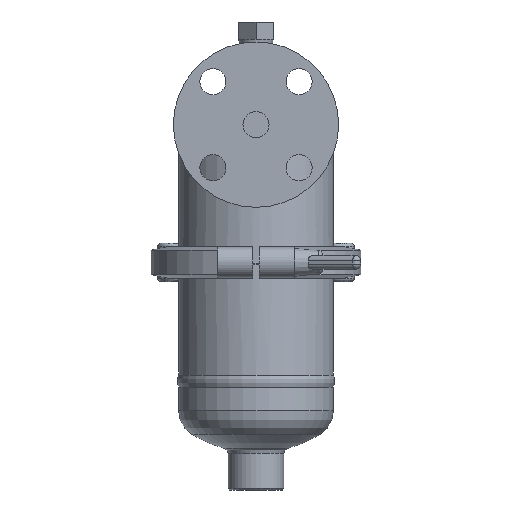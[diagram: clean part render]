
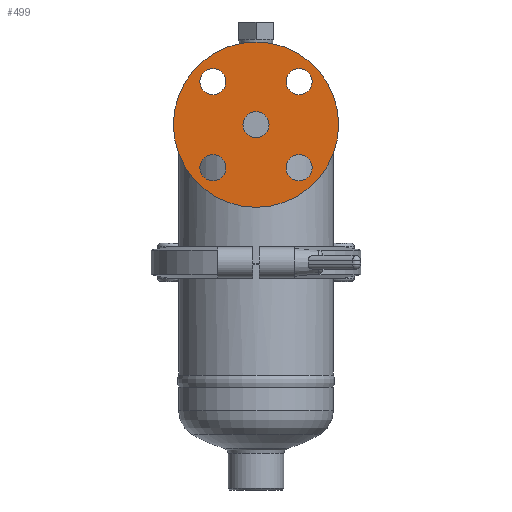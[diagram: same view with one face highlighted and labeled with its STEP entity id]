
A CAD part, left-side view. The second image highlights one B-rep face of the part: STEP entity #499.
In plain terms, the highlighted free-form (B-spline) face has degree [1, 1] with [2, 2] control points.
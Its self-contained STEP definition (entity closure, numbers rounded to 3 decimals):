
#73=CARTESIAN_POINT('',(-95.5,0.0,72.5));
#74=VERTEX_POINT('',#73);
#75=CARTESIAN_POINT('',(-95.5,0.0,80.));
#76=DIRECTION('',(1.0,0.0,0.0));
#77=DIRECTION('',(0.0,0.0,-1.0));
#78=AXIS2_PLACEMENT_3D('',#75,#76,#77);
#79=CIRCLE('',#78,7.5);
#80=EDGE_CURVE('',#74,#74,#79,.T.);
#381=CARTESIAN_POINT('',(-95.5,0.0,127.5));
#382=VERTEX_POINT('',#381);
#383=CARTESIAN_POINT('',(-95.5,0.0,80.));
#384=DIRECTION('',(-1.0,0.0,0.0));
#385=DIRECTION('',(0.0,0.0,1.0));
#386=AXIS2_PLACEMENT_3D('',#383,#384,#385);
#387=CIRCLE('',#386,47.5);
#388=EDGE_CURVE('',#382,#382,#387,.T.);
#404=CARTESIAN_POINT('',(-95.5,-17.249,104.749));
#405=VERTEX_POINT('',#404);
#406=CARTESIAN_POINT('',(-95.5,-24.749,104.749));
#407=DIRECTION('',(1.0,0.0,0.0));
#408=DIRECTION('',(0.0,1.0,0.0));
#409=AXIS2_PLACEMENT_3D('',#406,#407,#408);
#410=CIRCLE('',#409,7.5);
#411=EDGE_CURVE('',#405,#405,#410,.T.);
#424=CARTESIAN_POINT('',(-95.5,-24.749,62.751));
#425=VERTEX_POINT('',#424);
#426=CARTESIAN_POINT('',(-95.5,-24.749,55.251));
#427=DIRECTION('',(1.0,0.0,0.0));
#428=DIRECTION('',(0.0,0.0,1.0));
#429=AXIS2_PLACEMENT_3D('',#426,#427,#428);
#430=CIRCLE('',#429,7.5);
#431=EDGE_CURVE('',#425,#425,#430,.T.);
#444=CARTESIAN_POINT('',(-95.5,17.249,55.251));
#445=VERTEX_POINT('',#444);
#446=CARTESIAN_POINT('',(-95.5,24.749,55.251));
#447=DIRECTION('',(1.0,0.0,0.0));
#448=DIRECTION('',(0.0,-1.0,0.0));
#449=AXIS2_PLACEMENT_3D('',#446,#447,#448);
#450=CIRCLE('',#449,7.5);
#451=EDGE_CURVE('',#445,#445,#450,.T.);
#464=CARTESIAN_POINT('',(-95.5,24.749,97.249));
#465=VERTEX_POINT('',#464);
#466=CARTESIAN_POINT('',(-95.5,24.749,104.749));
#467=DIRECTION('',(1.0,0.0,0.0));
#468=DIRECTION('',(0.0,0.0,-1.0));
#469=AXIS2_PLACEMENT_3D('',#466,#467,#468);
#470=CIRCLE('',#469,7.5);
#471=EDGE_CURVE('',#465,#465,#470,.T.);
#476=CARTESIAN_POINT('',(-95.5,47.5,127.5));
#477=CARTESIAN_POINT('',(-95.5,47.5,32.5));
#478=CARTESIAN_POINT('',(-95.5,-47.5,127.5));
#479=CARTESIAN_POINT('',(-95.5,-47.5,32.5));
#480=B_SPLINE_SURFACE_WITH_KNOTS('',1,1,((#476,#478),(#477,#479)),.UNSPECIFIED.,.F.,.F.,.U.,(2,2),(2,2),(0.0,95.),(0.0,95.),.UNSPECIFIED.);
#481=ORIENTED_EDGE('',*,*,#388,.T.);
#482=EDGE_LOOP('',(#481));
#483=FACE_OUTER_BOUND('',#482,.T.);
#484=ORIENTED_EDGE('',*,*,#80,.T.);
#485=EDGE_LOOP('',(#484));
#486=FACE_BOUND('',#485,.T.);
#487=ORIENTED_EDGE('',*,*,#411,.T.);
#488=EDGE_LOOP('',(#487));
#489=FACE_BOUND('',#488,.T.);
#490=ORIENTED_EDGE('',*,*,#431,.T.);
#491=EDGE_LOOP('',(#490));
#492=FACE_BOUND('',#491,.T.);
#493=ORIENTED_EDGE('',*,*,#451,.T.);
#494=EDGE_LOOP('',(#493));
#495=FACE_BOUND('',#494,.T.);
#496=ORIENTED_EDGE('',*,*,#471,.T.);
#497=EDGE_LOOP('',(#496));
#498=FACE_BOUND('',#497,.T.);
#499=ADVANCED_FACE('',(#483,#486,#489,#492,#495,#498),#480,.T.);
